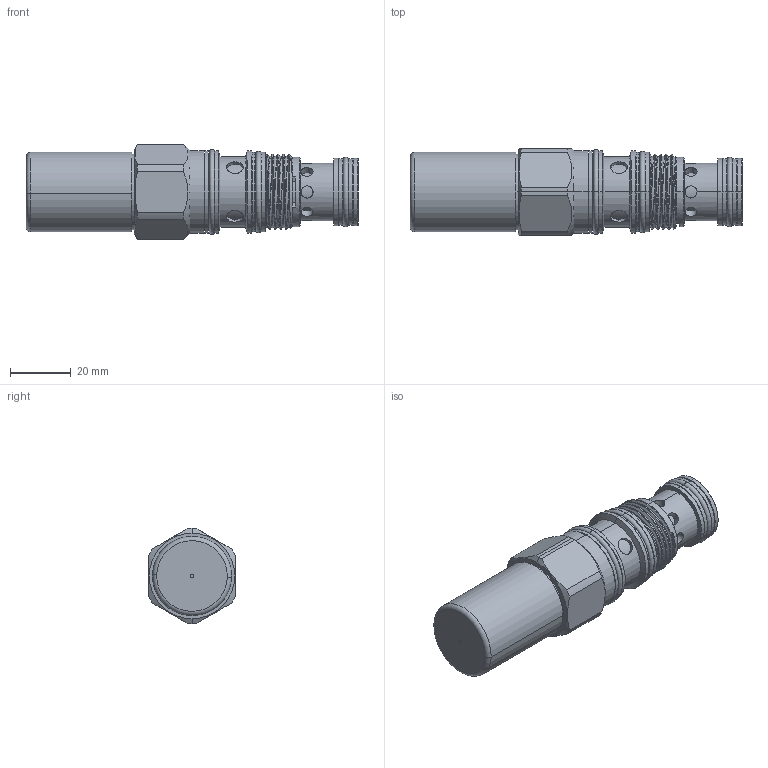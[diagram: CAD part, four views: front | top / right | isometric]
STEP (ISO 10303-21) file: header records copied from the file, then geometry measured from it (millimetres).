
FILE_DESCRIPTION (( 'STEP AP203' ), '1' );
FILE_NAME ('DP2A3P-C.STEP', '2024-05-28T06:37:46', ( '' ), ( '' ), 'SwSTEP 2.0', 'SolidWorks 2018', '' );
FILE_SCHEMA (( 'CONFIG_CONTROL_DESIGN' ));
Length unit declared in the file: millimetre
Products named in the file (1): DP2A3P-C
Bounding box: 109.71 x 28.57 x 31.6 mm (x, y, z)
Volume: 55776.6 mm3; surface area: 12349.1 mm2
Topology: 1 solids, 1 shells, 182 faces, 396 edges, 247 vertices
Faces by surface type: cylinder 113, plane 32, cone 24, torus 10, bspline 3
Entity records: 7814 total; most frequent: CARTESIAN_POINT 3833, DIRECTION 825, ORIENTED_EDGE 792, EDGE_CURVE 396, AXIS2_PLACEMENT_3D 347, VERTEX_POINT 247, EDGE_LOOP 213, ADVANCED_FACE 182
